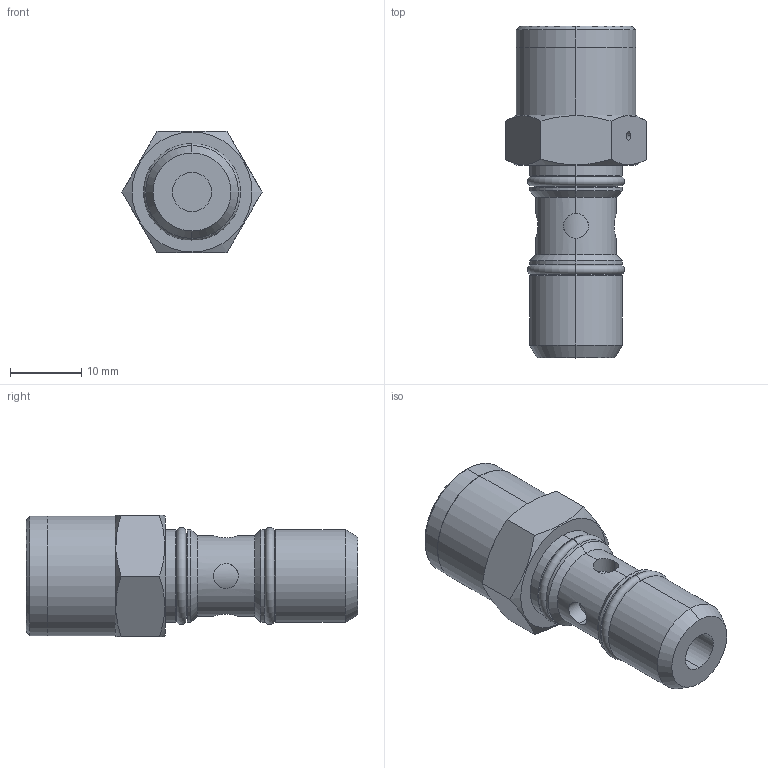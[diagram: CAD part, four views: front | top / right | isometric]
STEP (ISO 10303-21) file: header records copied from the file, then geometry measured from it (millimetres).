
FILE_DESCRIPTION(( 'MV.45.00.14C.STEP' ), '1');
FILE_NAME( 'MV.45.00.14C.STEP', '2019-06-20T08:51:20',( 'Sopra'),('sopra-pneumatic.com'), 'SwSTEP 2.0','SolidWorks 2009','' );
FILE_SCHEMA (( 'CONFIG_CONTROL_DESIGN' ));
Length unit declared in the file: millimetre
Products named in the file (1): 04350U02
Bounding box: 19.63 x 46.5 x 17 mm (x, y, z)
Volume: 7373.8 mm3; surface area: 3188.5 mm2
Topology: 1 solids, 1 shells, 88 faces, 189 edges, 110 vertices
Faces by surface type: cylinder 42, cone 22, torus 12, plane 12
Entity records: 2948 total; most frequent: CARTESIAN_POINT 988, DIRECTION 409, ORIENTED_EDGE 378, EDGE_CURVE 189, AXIS2_PLACEMENT_3D 171, VERTEX_POINT 110, EDGE_LOOP 95, FACE_OUTER_BOUND 88
